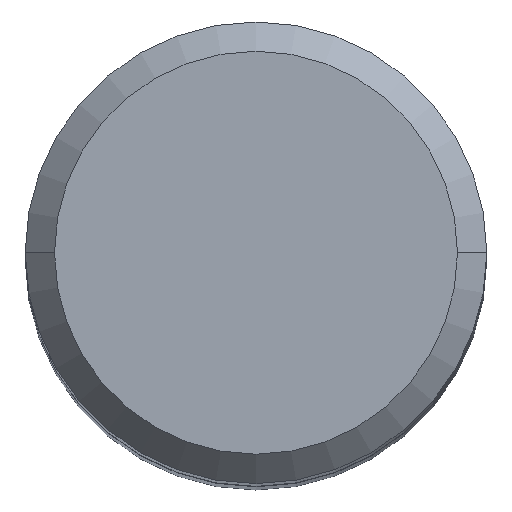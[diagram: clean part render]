
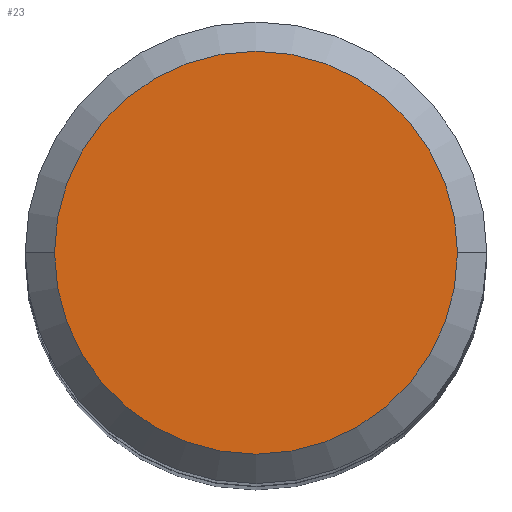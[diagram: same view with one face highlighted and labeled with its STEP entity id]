
A CAD part, top view. The second image highlights one B-rep face of the part: STEP entity #23.
In plain terms, the highlighted planar face has unit normal (0, 0, 1).
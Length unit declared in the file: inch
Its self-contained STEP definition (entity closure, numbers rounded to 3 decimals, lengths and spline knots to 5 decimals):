
#14 = PLANE ( 'NONE',  #417 ) ;
#23 = ADVANCED_FACE ( 'NONE', ( #352 ), #14, .F. ) ;
#43 = AXIS2_PLACEMENT_3D ( 'NONE', #173, #412, #198 ) ;
#44 = DIRECTION ( 'NONE',  ( 0., 0., -1. ) ) ;
#113 = CARTESIAN_POINT ( 'NONE',  ( 0., 0.1375, 0. ) ) ;
#133 = CIRCLE ( 'NONE', #320, 0.1375 ) ;
#136 = DIRECTION ( 'NONE',  ( 0., 0., 1. ) ) ;
#173 = CARTESIAN_POINT ( 'NONE',  ( 0., 0., 0. ) ) ;
#177 = EDGE_CURVE ( 'NONE', #361, #416, #380, .T. ) ;
#180 = ORIENTED_EDGE ( 'NONE', *, *, #464, .T. ) ;
#198 = DIRECTION ( 'NONE',  ( 1., 0., 0. ) ) ;
#226 = DIRECTION ( 'NONE',  ( -1., 0., 0. ) ) ;
#265 = EDGE_LOOP ( 'NONE', ( #309, #180 ) ) ;
#309 = ORIENTED_EDGE ( 'NONE', *, *, #177, .T. ) ;
#313 = CARTESIAN_POINT ( 'NONE',  ( -0.1375, 0., 0. ) ) ;
#320 = AXIS2_PLACEMENT_3D ( 'NONE', #452, #136, #326 ) ;
#326 = DIRECTION ( 'NONE',  ( 1., 0., 0. ) ) ;
#352 = FACE_OUTER_BOUND ( 'NONE', #265, .T. ) ;
#361 = VERTEX_POINT ( 'NONE', #313 ) ;
#380 = CIRCLE ( 'NONE', #43, 0.1375 ) ;
#412 = DIRECTION ( 'NONE',  ( 0., 0., 1. ) ) ;
#416 = VERTEX_POINT ( 'NONE', #434 ) ;
#417 = AXIS2_PLACEMENT_3D ( 'NONE', #113, #44, #226 ) ;
#434 = CARTESIAN_POINT ( 'NONE',  ( 0.1375, 0., 0. ) ) ;
#452 = CARTESIAN_POINT ( 'NONE',  ( 0., 0., 0. ) ) ;
#464 = EDGE_CURVE ( 'NONE', #416, #361, #133, .T. ) ;
